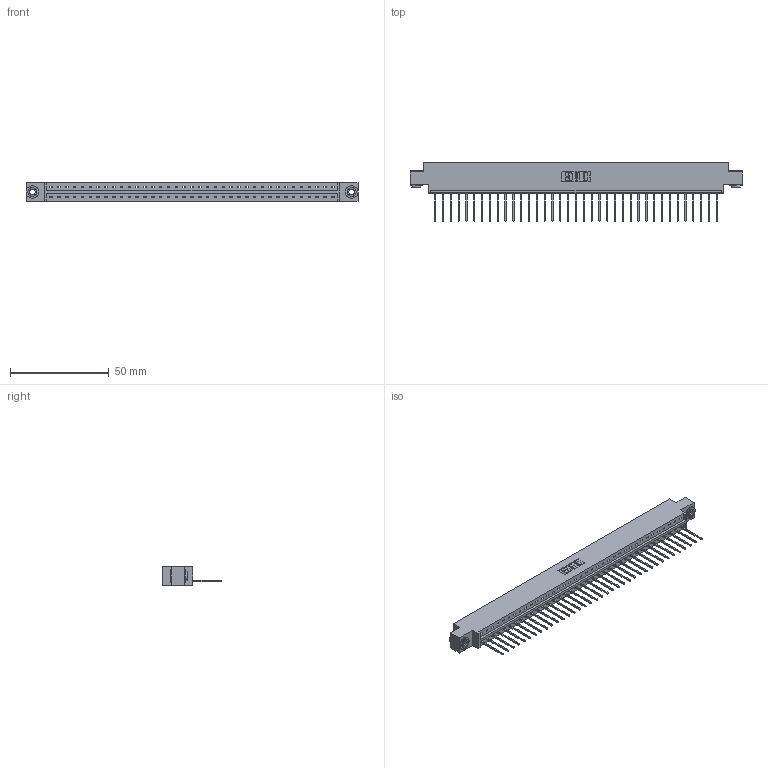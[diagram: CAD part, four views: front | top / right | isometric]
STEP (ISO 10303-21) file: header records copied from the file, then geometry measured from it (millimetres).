
FILE_DESCRIPTION (( 'STEP AP203' ), '1' );
FILE_NAME ('833-037-540-603.STEP', '2020-06-03T05:15:43', ( '' ), ( '' ), 'SwSTEP 2.0', 'SolidWorks 2020', '' );
FILE_SCHEMA (( 'CONFIG_CONTROL_DESIGN' ));
Length unit declared in the file: inch
Products named in the file (4): 833-037-540-603; 345-250-002_345-250-002-102; 833 Part_Offset - .156 Dia - TH; 345-292-001_345-293-140
Assembly tree (40 placements, depth 2):
  833-037-540-603
    833 Part_Offset - .156 Dia - TH
    345-292-001_345-293-140  x37
    345-250-002_345-250-002-102  x2
Bounding box: 168.15 x 29.47 x 9.4 mm (x, y, z)
Volume: 16719.1 mm3; surface area: 18856.7 mm2
Topology: 40 solids, 40 shells, 2302 faces, 6911 edges, 4554 vertices
Faces by surface type: plane 1638, cylinder 656, cone 8
Entity records: 24066 total; most frequent: CARTESIAN_POINT 4132, ORIENTED_EDGE 4098, DIRECTION 3529, EDGE_CURVE 2049, VECTOR 1897, LINE 1897, VERTEX_POINT 1362, AXIS2_PLACEMENT_3D 816
